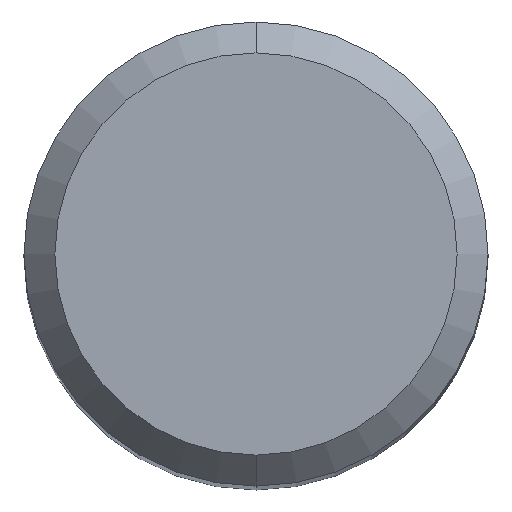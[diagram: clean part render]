
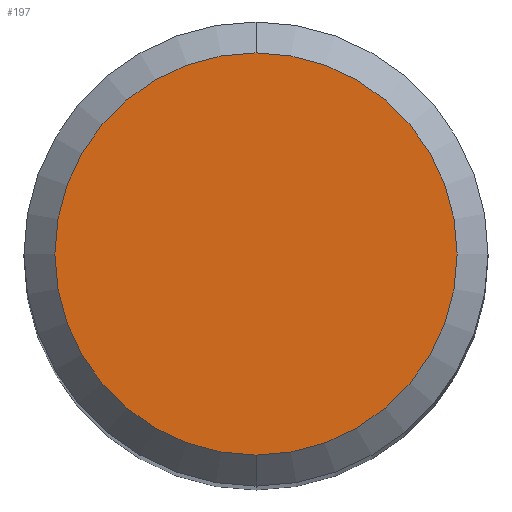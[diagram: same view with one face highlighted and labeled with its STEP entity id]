
A CAD part, top view. The second image highlights one B-rep face of the part: STEP entity #197.
In plain terms, the highlighted planar face has unit normal (0, 0, 1).
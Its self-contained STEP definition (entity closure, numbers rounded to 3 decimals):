
#197=ADVANCED_FACE('',(#516),#517,.T.);
#199=VERTEX_POINT('',#519);
#279=EDGE_CURVE('',#315,#199,#607,.T.);
#315=VERTEX_POINT('',#646);
#413=EDGE_CURVE('',#199,#315,#749,.T.);
#516=FACE_OUTER_BOUND('',#861,.T.);
#517=PLANE('',#862);
#519=CARTESIAN_POINT('',(0.0,2.6,0.0));
#607=CIRCLE('',#1023,2.6);
#646=CARTESIAN_POINT('',(0.,-2.6,0.0));
#749=CIRCLE('',#1310,2.6);
#861=EDGE_LOOP('',(#1518,#1519));
#862=AXIS2_PLACEMENT_3D('',#1520,#1521,#1522);
#1023=AXIS2_PLACEMENT_3D('',#1607,#1608,#1609);
#1310=AXIS2_PLACEMENT_3D('',#1735,#1736,#1737);
#1518=ORIENTED_EDGE('',*,*,#413,.F.);
#1519=ORIENTED_EDGE('',*,*,#279,.F.);
#1520=CARTESIAN_POINT('',(0.0,1.3,0.0));
#1521=DIRECTION('',(-0.0,0.0,1.0));
#1522=DIRECTION('',(0.0,-1.0,0.0));
#1607=CARTESIAN_POINT('',(0.0,0.0,0.0));
#1608=DIRECTION('',(0.0,0.0,-1.0));
#1609=DIRECTION('',(0.0,1.0,0.0));
#1735=CARTESIAN_POINT('',(0.0,0.0,0.0));
#1736=DIRECTION('',(0.0,0.0,-1.0));
#1737=DIRECTION('',(0.0,1.0,0.0));
